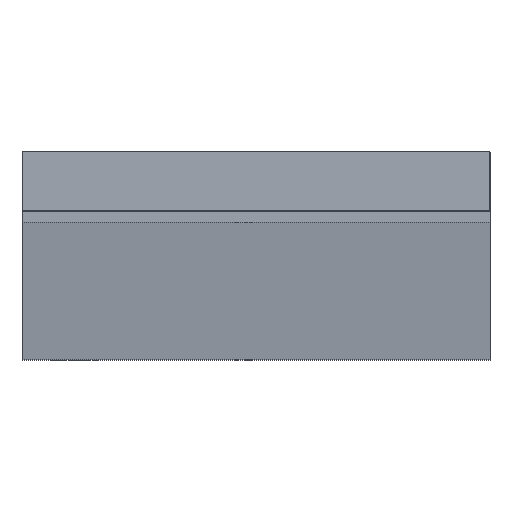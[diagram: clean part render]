
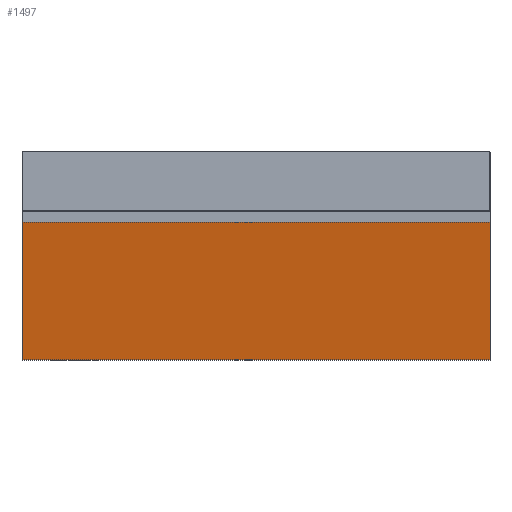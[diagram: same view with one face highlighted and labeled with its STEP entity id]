
A CAD part, top view. The second image highlights one B-rep face of the part: STEP entity #1497.
In plain terms, the highlighted planar face has unit normal (0, -0.174, 0.985).
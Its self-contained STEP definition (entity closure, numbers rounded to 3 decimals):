
#326 = CARTESIAN_POINT ( 'NONE',  ( 5.08, 0.73, 4.3 ) ) ;
#837 = LINE ( 'NONE', #3203, #13844 ) ;
#1344 = EDGE_CURVE ( 'NONE', #8794, #7608, #837, .T. ) ;
#1497 = ADVANCED_FACE ( 'NONE', ( #12835 ), #11692, .T. ) ;
#1525 = DIRECTION ( 'NONE',  ( 1., 0., 0. ) ) ;
#1665 = CARTESIAN_POINT ( 'NONE',  ( -5.08, 0.73, 4.3 ) ) ;
#1695 = EDGE_CURVE ( 'NONE', #5826, #7278, #6908, .T. ) ;
#1788 = EDGE_CURVE ( 'NONE', #7608, #5826, #3166, .T. ) ;
#1806 = CARTESIAN_POINT ( 'NONE',  ( 0., -2.25, 3.775 ) ) ;
#3166 = LINE ( 'NONE', #12273, #3353 ) ;
#3173 = VECTOR ( 'NONE', #1525, 1000. ) ;
#3185 = CARTESIAN_POINT ( 'NONE',  ( 5.08, -2.25, 3.775 ) ) ;
#3203 = CARTESIAN_POINT ( 'NONE',  ( 5.08, -2.25, 3.775 ) ) ;
#3353 = VECTOR ( 'NONE', #10010, 1000. ) ;
#3687 = DIRECTION ( 'NONE',  ( 0., 0.985, 0.174 ) ) ;
#4538 = DIRECTION ( 'NONE',  ( 0., -0.985, -0.174 ) ) ;
#4540 = VECTOR ( 'NONE', #3687, 1000. ) ;
#5022 = EDGE_LOOP ( 'NONE', ( #12756, #13422, #8280, #9585 ) ) ;
#5826 = VERTEX_POINT ( 'NONE', #9373 ) ;
#6193 = AXIS2_PLACEMENT_3D ( 'NONE', #1806, #9667, #6236 ) ;
#6236 = DIRECTION ( 'NONE',  ( 1., 0., 0. ) ) ;
#6908 = LINE ( 'NONE', #9360, #4540 ) ;
#7278 = VERTEX_POINT ( 'NONE', #1665 ) ;
#7608 = VERTEX_POINT ( 'NONE', #3185 ) ;
#7992 = EDGE_CURVE ( 'NONE', #7278, #8794, #11199, .T. ) ;
#8127 = CARTESIAN_POINT ( 'NONE',  ( 5.08, 0.73, 4.3 ) ) ;
#8280 = ORIENTED_EDGE ( 'NONE', *, *, #1695, .F. ) ;
#8794 = VERTEX_POINT ( 'NONE', #8127 ) ;
#9360 = CARTESIAN_POINT ( 'NONE',  ( -5.08, -2.25, 3.775 ) ) ;
#9373 = CARTESIAN_POINT ( 'NONE',  ( -5.08, -2.25, 3.775 ) ) ;
#9585 = ORIENTED_EDGE ( 'NONE', *, *, #1788, .F. ) ;
#9667 = DIRECTION ( 'NONE',  ( 0., -0.174, 0.985 ) ) ;
#10010 = DIRECTION ( 'NONE',  ( -1., 0., 0. ) ) ;
#11199 = LINE ( 'NONE', #326, #3173 ) ;
#11692 = PLANE ( 'NONE',  #6193 ) ;
#12273 = CARTESIAN_POINT ( 'NONE',  ( -5.08, -2.25, 3.775 ) ) ;
#12756 = ORIENTED_EDGE ( 'NONE', *, *, #1344, .F. ) ;
#12835 = FACE_OUTER_BOUND ( 'NONE', #5022, .T. ) ;
#13422 = ORIENTED_EDGE ( 'NONE', *, *, #7992, .F. ) ;
#13844 = VECTOR ( 'NONE', #4538, 1000. ) ;
